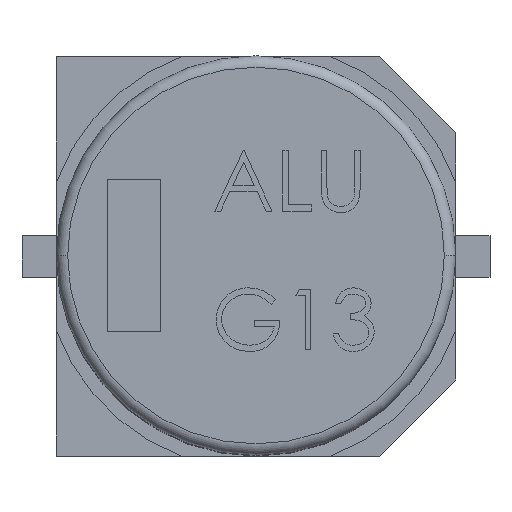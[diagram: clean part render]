
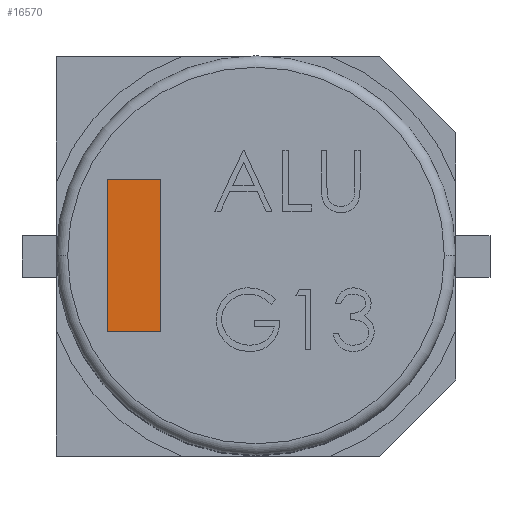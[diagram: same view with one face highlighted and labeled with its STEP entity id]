
A CAD part, top view. The second image highlights one B-rep face of the part: STEP entity #16570.
In plain terms, the highlighted planar face has unit normal (0, 0, 1).
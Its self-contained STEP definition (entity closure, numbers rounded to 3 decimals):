
#6550 = PLANE('',#6551);
#6551 = AXIS2_PLACEMENT_3D('',#6552,#6553,#6554);
#6552 = CARTESIAN_POINT('',(-2.5,-2.,14.));
#6553 = DIRECTION('',(0.,1.,0.));
#6554 = DIRECTION('',(0.,0.,1.));
#6578 = PLANE('',#6579);
#6579 = AXIS2_PLACEMENT_3D('',#6580,#6581,#6582);
#6580 = CARTESIAN_POINT('',(-3.9,2.,14.));
#6581 = DIRECTION('',(1.,0.,0.));
#6582 = DIRECTION('',(0.,1.,0.));
#6606 = PLANE('',#6607);
#6607 = AXIS2_PLACEMENT_3D('',#6608,#6609,#6610);
#6608 = CARTESIAN_POINT('',(-2.5,2.,14.));
#6609 = DIRECTION('',(0.,-1.,0.));
#6610 = DIRECTION('',(0.,0.,-1.));
#6632 = PLANE('',#6633);
#6633 = AXIS2_PLACEMENT_3D('',#6634,#6635,#6636);
#6634 = CARTESIAN_POINT('',(-2.5,2.,14.));
#6635 = DIRECTION('',(-1.,0.,0.));
#6636 = DIRECTION('',(0.,-1.,0.));
#16375 = VERTEX_POINT('',#16376);
#16376 = CARTESIAN_POINT('',(-2.5,-2.,14.));
#16397 = EDGE_CURVE('',#16398,#16375,#16400,.T.);
#16398 = VERTEX_POINT('',#16399);
#16399 = CARTESIAN_POINT('',(-3.9,-2.,14.));
#16400 = SURFACE_CURVE('',#16401,(#16405,#16412),.PCURVE_S1.);
#16401 = LINE('',#16402,#16403);
#16402 = CARTESIAN_POINT('',(-2.5,-2.,14.));
#16403 = VECTOR('',#16404,1.);
#16404 = DIRECTION('',(1.,0.,0.));
#16405 = PCURVE('',#6550,#16406);
#16406 = DEFINITIONAL_REPRESENTATION('',(#16407),#16411);
#16407 = LINE('',#16408,#16409);
#16408 = CARTESIAN_POINT('',(0.,0.));
#16409 = VECTOR('',#16410,1.);
#16410 = DIRECTION('',(0.,1.));
#16411 = ( GEOMETRIC_REPRESENTATION_CONTEXT(2) 
PARAMETRIC_REPRESENTATION_CONTEXT() REPRESENTATION_CONTEXT('2D SPACE',''
  ) );
#16412 = PCURVE('',#16413,#16418);
#16413 = PLANE('',#16414);
#16414 = AXIS2_PLACEMENT_3D('',#16415,#16416,#16417);
#16415 = CARTESIAN_POINT('',(-3.9,-2.,14.));
#16416 = DIRECTION('',(0.,0.,1.));
#16417 = DIRECTION('',(1.,0.,0.));
#16418 = DEFINITIONAL_REPRESENTATION('',(#16419),#16423);
#16419 = LINE('',#16420,#16421);
#16420 = CARTESIAN_POINT('',(1.4,0.));
#16421 = VECTOR('',#16422,1.);
#16422 = DIRECTION('',(1.,0.));
#16423 = ( GEOMETRIC_REPRESENTATION_CONTEXT(2) 
PARAMETRIC_REPRESENTATION_CONTEXT() REPRESENTATION_CONTEXT('2D SPACE',''
  ) );
#16451 = VERTEX_POINT('',#16452);
#16452 = CARTESIAN_POINT('',(-2.5,2.,14.));
#16473 = EDGE_CURVE('',#16375,#16451,#16474,.T.);
#16474 = SURFACE_CURVE('',#16475,(#16479,#16486),.PCURVE_S1.);
#16475 = LINE('',#16476,#16477);
#16476 = CARTESIAN_POINT('',(-2.5,2.,14.));
#16477 = VECTOR('',#16478,1.);
#16478 = DIRECTION('',(0.,1.,0.));
#16479 = PCURVE('',#6632,#16480);
#16480 = DEFINITIONAL_REPRESENTATION('',(#16481),#16485);
#16481 = LINE('',#16482,#16483);
#16482 = CARTESIAN_POINT('',(0.,0.));
#16483 = VECTOR('',#16484,1.);
#16484 = DIRECTION('',(-1.,0.));
#16485 = ( GEOMETRIC_REPRESENTATION_CONTEXT(2) 
PARAMETRIC_REPRESENTATION_CONTEXT() REPRESENTATION_CONTEXT('2D SPACE',''
  ) );
#16486 = PCURVE('',#16413,#16487);
#16487 = DEFINITIONAL_REPRESENTATION('',(#16488),#16492);
#16488 = LINE('',#16489,#16490);
#16489 = CARTESIAN_POINT('',(1.4,4.));
#16490 = VECTOR('',#16491,1.);
#16491 = DIRECTION('',(0.,1.));
#16492 = ( GEOMETRIC_REPRESENTATION_CONTEXT(2) 
PARAMETRIC_REPRESENTATION_CONTEXT() REPRESENTATION_CONTEXT('2D SPACE',''
  ) );
#16500 = VERTEX_POINT('',#16501);
#16501 = CARTESIAN_POINT('',(-3.9,2.,14.));
#16522 = EDGE_CURVE('',#16451,#16500,#16523,.T.);
#16523 = SURFACE_CURVE('',#16524,(#16528,#16535),.PCURVE_S1.);
#16524 = LINE('',#16525,#16526);
#16525 = CARTESIAN_POINT('',(-2.5,2.,14.));
#16526 = VECTOR('',#16527,1.);
#16527 = DIRECTION('',(-1.,0.,0.));
#16528 = PCURVE('',#6606,#16529);
#16529 = DEFINITIONAL_REPRESENTATION('',(#16530),#16534);
#16530 = LINE('',#16531,#16532);
#16531 = CARTESIAN_POINT('',(0.,0.));
#16532 = VECTOR('',#16533,1.);
#16533 = DIRECTION('',(0.,-1.));
#16534 = ( GEOMETRIC_REPRESENTATION_CONTEXT(2) 
PARAMETRIC_REPRESENTATION_CONTEXT() REPRESENTATION_CONTEXT('2D SPACE',''
  ) );
#16535 = PCURVE('',#16413,#16536);
#16536 = DEFINITIONAL_REPRESENTATION('',(#16537),#16541);
#16537 = LINE('',#16538,#16539);
#16538 = CARTESIAN_POINT('',(1.4,4.));
#16539 = VECTOR('',#16540,1.);
#16540 = DIRECTION('',(-1.,0.));
#16541 = ( GEOMETRIC_REPRESENTATION_CONTEXT(2) 
PARAMETRIC_REPRESENTATION_CONTEXT() REPRESENTATION_CONTEXT('2D SPACE',''
  ) );
#16549 = EDGE_CURVE('',#16500,#16398,#16550,.T.);
#16550 = SURFACE_CURVE('',#16551,(#16555,#16562),.PCURVE_S1.);
#16551 = LINE('',#16552,#16553);
#16552 = CARTESIAN_POINT('',(-3.9,2.,14.));
#16553 = VECTOR('',#16554,1.);
#16554 = DIRECTION('',(0.,-1.,0.));
#16555 = PCURVE('',#6578,#16556);
#16556 = DEFINITIONAL_REPRESENTATION('',(#16557),#16561);
#16557 = LINE('',#16558,#16559);
#16558 = CARTESIAN_POINT('',(0.,0.));
#16559 = VECTOR('',#16560,1.);
#16560 = DIRECTION('',(-1.,0.));
#16561 = ( GEOMETRIC_REPRESENTATION_CONTEXT(2) 
PARAMETRIC_REPRESENTATION_CONTEXT() REPRESENTATION_CONTEXT('2D SPACE',''
  ) );
#16562 = PCURVE('',#16413,#16563);
#16563 = DEFINITIONAL_REPRESENTATION('',(#16564),#16568);
#16564 = LINE('',#16565,#16566);
#16565 = CARTESIAN_POINT('',(0.,4.));
#16566 = VECTOR('',#16567,1.);
#16567 = DIRECTION('',(0.,-1.));
#16568 = ( GEOMETRIC_REPRESENTATION_CONTEXT(2) 
PARAMETRIC_REPRESENTATION_CONTEXT() REPRESENTATION_CONTEXT('2D SPACE',''
  ) );
#16570 = ADVANCED_FACE('',(#16571),#16413,.T.);
#16571 = FACE_BOUND('',#16572,.T.);
#16572 = EDGE_LOOP('',(#16573,#16574,#16575,#16576));
#16573 = ORIENTED_EDGE('',*,*,#16397,.T.);
#16574 = ORIENTED_EDGE('',*,*,#16473,.T.);
#16575 = ORIENTED_EDGE('',*,*,#16522,.T.);
#16576 = ORIENTED_EDGE('',*,*,#16549,.T.);
